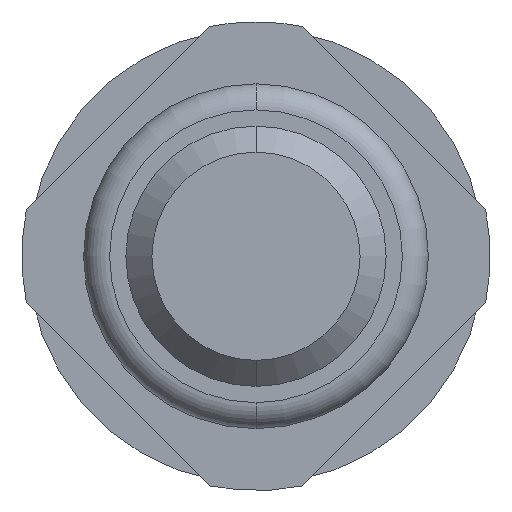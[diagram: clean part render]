
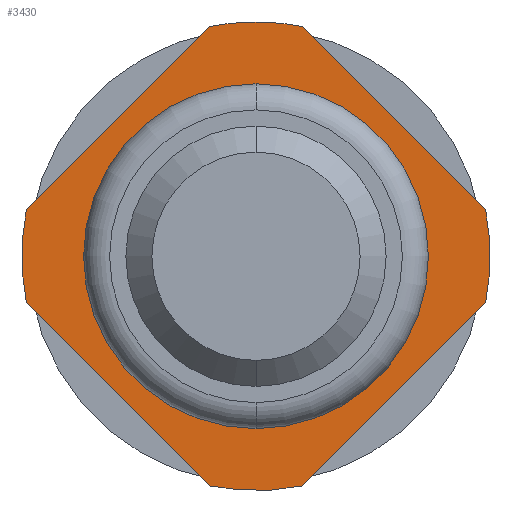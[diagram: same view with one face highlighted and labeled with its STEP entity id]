
A CAD part, front view. The second image highlights one B-rep face of the part: STEP entity #3430.
In plain terms, the highlighted planar face has unit normal (0, -1, 0).
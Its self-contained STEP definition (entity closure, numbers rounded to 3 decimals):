
#5 = VERTEX_POINT ( 'NONE', #2868 ) ;
#12 = LINE ( 'NONE', #3679, #1272 ) ;
#52 = DIRECTION ( 'NONE',  ( 0., 1., 0. ) ) ;
#179 = EDGE_CURVE ( 'Defeature ausgef�hrt3_3+Defeature ausgef�hrt3_0+Defeature ausgef�hrt3_16+Defeature ausgef�hrt3_17', #938, #347, #1049, .T. ) ;
#252 = ORIENTED_EDGE ( 'NONE', *, *, #1287, .F. ) ;
#305 = ORIENTED_EDGE ( 'NONE', *, *, #2345, .F. ) ;
#326 = DIRECTION ( 'NONE',  ( 0., 1., 0. ) ) ;
#343 = DIRECTION ( 'NONE',  ( 0., 1., 0. ) ) ;
#347 = VERTEX_POINT ( 'NONE', #2086 ) ;
#353 = CARTESIAN_POINT ( 'NONE',  ( 0., -2., -1.325 ) ) ;
#388 = DIRECTION ( 'NONE',  ( 0., 0., 1. ) ) ;
#392 = CARTESIAN_POINT ( 'NONE',  ( 0., -2., 0. ) ) ;
#395 = VERTEX_POINT ( 'NONE', #3258 ) ;
#448 = CIRCLE ( 'NONE', #3744, 1.325 ) ;
#460 = DIRECTION ( 'NONE',  ( 0., 1., 0. ) ) ;
#496 = CARTESIAN_POINT ( 'NONE',  ( 0.357, -2., 1.764 ) ) ;
#573 = EDGE_CURVE ( 'Defeature ausgef�hrt3_18+Defeature ausgef�hrt3_0+Defeature ausgef�hrt3_2+Defeature ausgef�hrt3_1', #1573, #395, #12, .T. ) ;
#594 = CIRCLE ( 'NONE', #2227, 1.8 ) ;
#598 = CARTESIAN_POINT ( 'NONE',  ( -0.357, -2., -1.764 ) ) ;
#628 = CARTESIAN_POINT ( 'NONE',  ( 0.357, -2., -1.764 ) ) ;
#637 = CIRCLE ( 'NONE', #1623, 1.8 ) ;
#649 = CARTESIAN_POINT ( 'NONE',  ( -0.357, -2., 1.764 ) ) ;
#665 = DIRECTION ( 'NONE',  ( 0., 1., 0. ) ) ;
#687 = DIRECTION ( 'NONE',  ( -0.707, 0., 0.707 ) ) ;
#789 = VECTOR ( 'NONE', #2084, 1000. ) ;
#858 = EDGE_CURVE ( 'Defeature ausgef�hrt3_0+Defeature ausgef�hrt3_12+Defeature ausgef�hrt3_12+Defeature ausgef�hrt3_12', #1130, #3541, #448, .T. ) ;
#863 = CARTESIAN_POINT ( 'NONE',  ( -0.161, -2., 1.961 ) ) ;
#934 = CIRCLE ( 'NONE', #3597, 1.8 ) ;
#938 = VERTEX_POINT ( 'NONE', #2373 ) ;
#941 = CARTESIAN_POINT ( 'NONE',  ( 1.961, -2., -0.161 ) ) ;
#966 = ORIENTED_EDGE ( 'NONE', *, *, #2421, .T. ) ;
#1049 = CIRCLE ( 'NONE', #3196, 1.8 ) ;
#1076 = EDGE_CURVE ( 'Defeature ausgef�hrt3_4+Defeature ausgef�hrt3_0+Defeature ausgef�hrt3_15+Defeature ausgef�hrt3_16', #1847, #2295, #594, .T. ) ;
#1077 = DIRECTION ( 'NONE',  ( 0., 0., 1. ) ) ;
#1130 = VERTEX_POINT ( 'NONE', #3662 ) ;
#1149 = CARTESIAN_POINT ( 'NONE',  ( 0., -2., 0. ) ) ;
#1153 = DIRECTION ( 'NONE',  ( 0., 1., 0. ) ) ;
#1168 = DIRECTION ( 'NONE',  ( 0., 0., 1. ) ) ;
#1251 = PLANE ( 'NONE',  #2313 ) ;
#1268 = CARTESIAN_POINT ( 'NONE',  ( -0.161, -2., -1.961 ) ) ;
#1272 = VECTOR ( 'NONE', #2518, 1000. ) ;
#1287 = EDGE_CURVE ( 'Defeature ausgef�hrt3_2+Defeature ausgef�hrt3_0+Defeature ausgef�hrt3_17+Defeature ausgef�hrt3_18', #2324, #5, #637, .T. ) ;
#1531 = DIRECTION ( 'NONE',  ( 0., 1., 0. ) ) ;
#1573 = VERTEX_POINT ( 'NONE', #496 ) ;
#1623 = AXIS2_PLACEMENT_3D ( 'NONE', #3206, #326, #1753 ) ;
#1638 = VERTEX_POINT ( 'NONE', #1673 ) ;
#1656 = AXIS2_PLACEMENT_3D ( 'NONE', #392, #665, #2119 ) ;
#1673 = CARTESIAN_POINT ( 'NONE',  ( 1.764, -2., -0.357 ) ) ;
#1753 = DIRECTION ( 'NONE',  ( 0., 0., 1. ) ) ;
#1788 = CARTESIAN_POINT ( 'NONE',  ( 0., -2., 0. ) ) ;
#1816 = EDGE_CURVE ( 'Defeature ausgef�hrt3_2+Defeature ausgef�hrt3_0+Defeature ausgef�hrt3_17+Defeature ausgef�hrt3_18', #5, #1573, #934, .T. ) ;
#1830 = ORIENTED_EDGE ( 'NONE', *, *, #2460, .F. ) ;
#1847 = VERTEX_POINT ( 'NONE', #628 ) ;
#1871 = FACE_BOUND ( 'NONE', #2592, .T. ) ;
#1919 = EDGE_LOOP ( 'NONE', ( #2739, #3783, #252, #2169, #2941, #1830, #3465, #305, #2757 ) ) ;
#2084 = DIRECTION ( 'NONE',  ( -0.707, 0., -0.707 ) ) ;
#2086 = CARTESIAN_POINT ( 'NONE',  ( -1.764, -2., 0.357 ) ) ;
#2119 = DIRECTION ( 'NONE',  ( 0., 0., 1. ) ) ;
#2169 = ORIENTED_EDGE ( 'NONE', *, *, #3348, .F. ) ;
#2225 = CARTESIAN_POINT ( 'NONE',  ( 0., -2., 0. ) ) ;
#2227 = AXIS2_PLACEMENT_3D ( 'NONE', #2225, #460, #1077 ) ;
#2295 = VERTEX_POINT ( 'NONE', #598 ) ;
#2313 = AXIS2_PLACEMENT_3D ( 'NONE', #2672, #1531, #388 ) ;
#2315 = ORIENTED_EDGE ( 'NONE', *, *, #858, .T. ) ;
#2324 = VERTEX_POINT ( 'NONE', #649 ) ;
#2333 = AXIS2_PLACEMENT_3D ( 'NONE', #1149, #3617, #2866 ) ;
#2345 = EDGE_CURVE ( 'Defeature ausgef�hrt3_15+Defeature ausgef�hrt3_0+Defeature ausgef�hrt3_1+Defeature ausgef�hrt3_4', #1638, #1847, #3661, .T. ) ;
#2370 = EDGE_CURVE ( 'Defeature ausgef�hrt3_1+Defeature ausgef�hrt3_0+Defeature ausgef�hrt3_18+Defeature ausgef�hrt3_15', #395, #1638, #3260, .T. ) ;
#2373 = CARTESIAN_POINT ( 'NONE',  ( -1.764, -2., -0.357 ) ) ;
#2421 = EDGE_CURVE ( 'Defeature ausgef�hrt3_0+Defeature ausgef�hrt3_12+Defeature ausgef�hrt3_12+Defeature ausgef�hrt3_12', #3541, #1130, #3489, .T. ) ;
#2460 = EDGE_CURVE ( 'Defeature ausgef�hrt3_16+Defeature ausgef�hrt3_0+Defeature ausgef�hrt3_4+Defeature ausgef�hrt3_3', #2295, #938, #3438, .T. ) ;
#2518 = DIRECTION ( 'NONE',  ( 0.707, 0., -0.707 ) ) ;
#2592 = EDGE_LOOP ( 'NONE', ( #2315, #966 ) ) ;
#2603 = FACE_OUTER_BOUND ( 'NONE', #1919, .T. ) ;
#2654 = DIRECTION ( 'NONE',  ( 0., 0., 1. ) ) ;
#2672 = CARTESIAN_POINT ( 'NONE',  ( 1.8, -2., 0. ) ) ;
#2739 = ORIENTED_EDGE ( 'NONE', *, *, #573, .F. ) ;
#2757 = ORIENTED_EDGE ( 'NONE', *, *, #2370, .F. ) ;
#2823 = VECTOR ( 'NONE', #687, 1000. ) ;
#2866 = DIRECTION ( 'NONE',  ( 0., 0., 1. ) ) ;
#2868 = CARTESIAN_POINT ( 'NONE',  ( 0., -2., 1.8 ) ) ;
#2941 = ORIENTED_EDGE ( 'NONE', *, *, #179, .F. ) ;
#3100 = LINE ( 'NONE', #863, #3157 ) ;
#3157 = VECTOR ( 'NONE', #3530, 1000. ) ;
#3196 = AXIS2_PLACEMENT_3D ( 'NONE', #3740, #1153, #3475 ) ;
#3206 = CARTESIAN_POINT ( 'NONE',  ( 0., -2., 0. ) ) ;
#3258 = CARTESIAN_POINT ( 'NONE',  ( 1.764, -2., 0.357 ) ) ;
#3260 = CIRCLE ( 'NONE', #1656, 1.8 ) ;
#3348 = EDGE_CURVE ( 'Defeature ausgef�hrt3_17+Defeature ausgef�hrt3_0+Defeature ausgef�hrt3_3+Defeature ausgef�hrt3_2', #347, #2324, #3100, .T. ) ;
#3430 = ADVANCED_FACE ( 'Defeature ausgef�hrt3_0', ( #1871, #2603 ), #1251, .F. ) ;
#3438 = LINE ( 'NONE', #1268, #2823 ) ;
#3465 = ORIENTED_EDGE ( 'NONE', *, *, #1076, .F. ) ;
#3475 = DIRECTION ( 'NONE',  ( 0., 0., 1. ) ) ;
#3489 = CIRCLE ( 'NONE', #2333, 1.325 ) ;
#3530 = DIRECTION ( 'NONE',  ( 0.707, 0., 0.707 ) ) ;
#3540 = CARTESIAN_POINT ( 'NONE',  ( 0., -2., 0. ) ) ;
#3541 = VERTEX_POINT ( 'NONE', #353 ) ;
#3597 = AXIS2_PLACEMENT_3D ( 'NONE', #3540, #52, #1168 ) ;
#3617 = DIRECTION ( 'NONE',  ( 0., 1., 0. ) ) ;
#3661 = LINE ( 'NONE', #941, #789 ) ;
#3662 = CARTESIAN_POINT ( 'NONE',  ( 0., -2., 1.325 ) ) ;
#3679 = CARTESIAN_POINT ( 'NONE',  ( 1.961, -2., 0.161 ) ) ;
#3740 = CARTESIAN_POINT ( 'NONE',  ( 0., -2., 0. ) ) ;
#3744 = AXIS2_PLACEMENT_3D ( 'NONE', #1788, #343, #2654 ) ;
#3783 = ORIENTED_EDGE ( 'NONE', *, *, #1816, .F. ) ;
